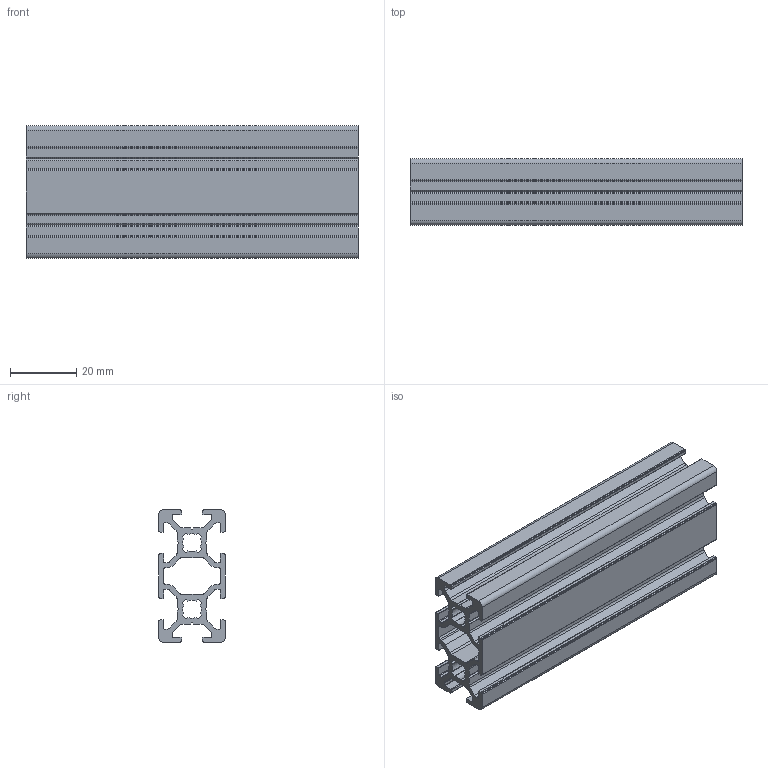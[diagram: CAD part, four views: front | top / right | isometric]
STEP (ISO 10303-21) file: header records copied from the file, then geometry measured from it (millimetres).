
FILE_DESCRIPTION (( 'STEP AP214' ), '1' );
FILE_NAME ('084.111.002.STEP', '2020-07-23T08:21:43', ( '' ), ( '' ), 'SwSTEP 2.0', 'SolidWorks 2018', '' );
FILE_SCHEMA (( 'AUTOMOTIVE_DESIGN' ));
Length unit declared in the file: millimetre
Products named in the file (1): 084.111.002
Bounding box: 100 x 20 x 40 mm (x, y, z)
Volume: 28970.2 mm3; surface area: 32970.6 mm2
Topology: 1 solids, 1 shells, 313 faces, 933 edges, 622 vertices
Faces by surface type: cylinder 177, plane 136
Entity records: 10687 total; most frequent: DIRECTION 1915, CARTESIAN_POINT 1869, ORIENTED_EDGE 1866, EDGE_CURVE 933, AXIS2_PLACEMENT_3D 668, VERTEX_POINT 622, LINE 579, VECTOR 579
